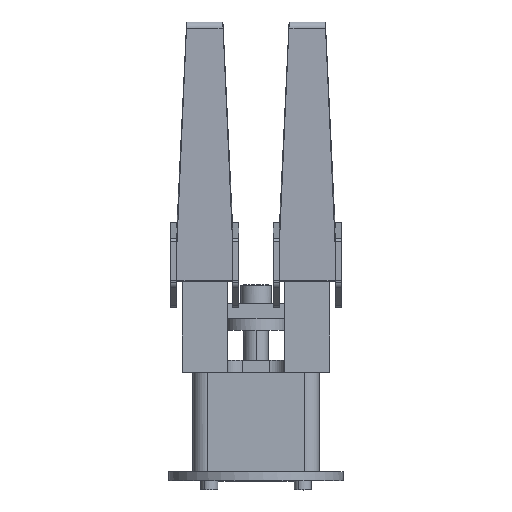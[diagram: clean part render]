
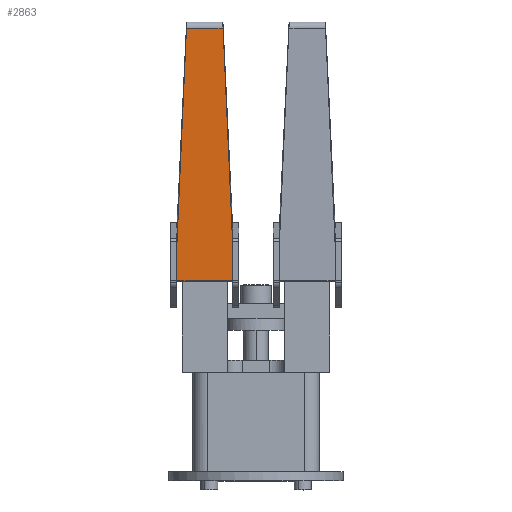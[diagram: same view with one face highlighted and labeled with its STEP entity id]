
A CAD part, top view. The second image highlights one B-rep face of the part: STEP entity #2863.
In plain terms, the highlighted planar face has unit normal (0, -0.027, 1).
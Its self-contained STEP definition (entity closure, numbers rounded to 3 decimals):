
#2735=CARTESIAN_POINT('',(-47.575,9.392,115.08));
#2736=VERTEX_POINT('',#2735);
#2753=CARTESIAN_POINT('',(-29.075,9.392,115.08));
#2754=VERTEX_POINT('',#2753);
#2761=CARTESIAN_POINT('',(-29.075,9.392,115.08));
#2762=DIRECTION('',(-1.,0.,0.));
#2763=VECTOR('',#2762,18.5);
#2764=LINE('',#2761,#2763);
#2765=EDGE_CURVE('',#2754,#2736,#2764,.T.);
#2817=CARTESIAN_POINT('',(-38.325,51.287,116.21));
#2818=DIRECTION('',(0.,-1.,-0.027));
#2819=DIRECTION('',(0.,-0.027,1.));
#2820=AXIS2_PLACEMENT_3D('',#2817,#2819,#2818);
#2821=PLANE('',#2820);
#2822=CARTESIAN_POINT('',(-32.25,93.182,117.339));
#2823=VERTEX_POINT('',#2822);
#2824=CARTESIAN_POINT('',(-44.399,93.182,117.339));
#2825=VERTEX_POINT('',#2824);
#2826=CARTESIAN_POINT('',(-32.25,93.182,117.339));
#2827=DIRECTION('',(-1.,0.,0.));
#2828=VECTOR('',#2827,12.149);
#2829=LINE('',#2826,#2828);
#2830=EDGE_CURVE('',#2823,#2825,#2829,.T.);
#2831=ORIENTED_EDGE('',*,*,#2830,.T.);
#2832=CARTESIAN_POINT('',(-47.575,21.459,115.405));
#2833=VERTEX_POINT('',#2832);
#2834=CARTESIAN_POINT('',(-44.399,93.182,117.339));
#2835=DIRECTION('',(-0.044,-0.999,-0.027));
#2836=VECTOR('',#2835,71.82);
#2837=LINE('',#2834,#2836);
#2838=EDGE_CURVE('',#2825,#2833,#2837,.T.);
#2839=ORIENTED_EDGE('',*,*,#2838,.T.);
#2840=CARTESIAN_POINT('',(-47.575,21.459,115.405));
#2841=DIRECTION('',(0.,-1.,-0.027));
#2842=VECTOR('',#2841,12.071);
#2843=LINE('',#2840,#2842);
#2844=EDGE_CURVE('',#2833,#2736,#2843,.T.);
#2845=ORIENTED_EDGE('',*,*,#2844,.T.);
#2846=ORIENTED_EDGE('',*,*,#2765,.F.);
#2847=CARTESIAN_POINT('',(-29.075,21.459,115.405));
#2848=VERTEX_POINT('',#2847);
#2849=CARTESIAN_POINT('',(-29.075,9.392,115.08));
#2850=DIRECTION('',(0.,1.,0.027));
#2851=VECTOR('',#2850,12.071);
#2852=LINE('',#2849,#2851);
#2853=EDGE_CURVE('',#2754,#2848,#2852,.T.);
#2854=ORIENTED_EDGE('',*,*,#2853,.T.);
#2855=CARTESIAN_POINT('',(-29.075,21.459,115.405));
#2856=DIRECTION('',(-0.044,0.999,0.027));
#2857=VECTOR('',#2856,71.82);
#2858=LINE('',#2855,#2857);
#2859=EDGE_CURVE('',#2848,#2823,#2858,.T.);
#2860=ORIENTED_EDGE('',*,*,#2859,.T.);
#2861=EDGE_LOOP('',(#2831,#2839,#2845,#2846,#2854,#2860));
#2862=FACE_OUTER_BOUND('',#2861,.T.);
#2863=ADVANCED_FACE('',(#2862),#2821,.T.);
